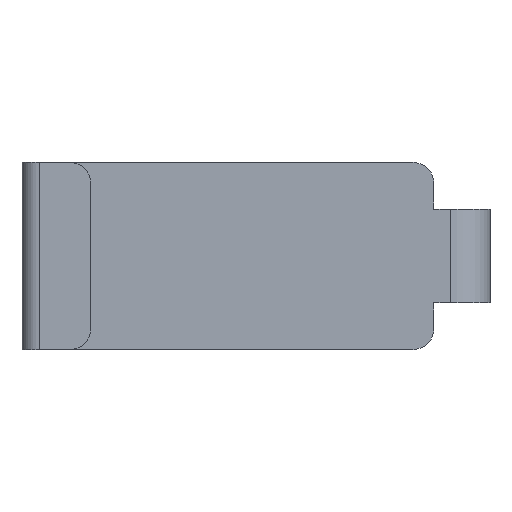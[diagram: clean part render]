
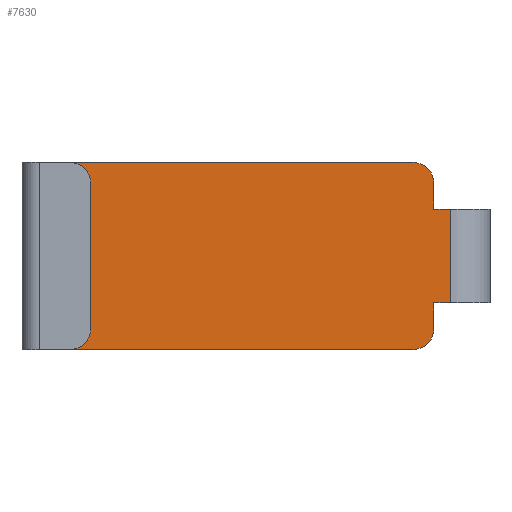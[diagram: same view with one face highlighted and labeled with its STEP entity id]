
A CAD part, left-side view. The second image highlights one B-rep face of the part: STEP entity #7630.
In plain terms, the highlighted planar face has unit normal (-1, 0, 0).
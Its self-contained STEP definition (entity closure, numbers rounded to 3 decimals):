
#540=CARTESIAN_POINT('',(79.,16.5,-13.5));
#550=VERTEX_POINT('',#540);
#580=CARTESIAN_POINT('',(79.,0.,-13.5));
#590=DIRECTION('',(0.,1.,0.));
#600=VECTOR('',#590,1.);
#610=LINE('',#580,#600);
#620=CARTESIAN_POINT('',(79.,96.3,-13.5));
#630=VERTEX_POINT('',#620);
#640=EDGE_CURVE('',#550,#630,#610,.T.);
#1790=CARTESIAN_POINT('',(79.,96.3,-53.5));
#1800=VERTEX_POINT('',#1790);
#1830=CARTESIAN_POINT('',(79.,0.,-53.5));
#1840=DIRECTION('',(0.,1.,0.));
#1850=VECTOR('',#1840,1.);
#1860=LINE('',#1830,#1850);
#1870=CARTESIAN_POINT('',(79.,16.5,-53.5));
#1880=VERTEX_POINT('',#1870);
#1890=EDGE_CURVE('',#1880,#1800,#1860,.T.);
#2860=CARTESIAN_POINT('',(79.,12.,-43.5));
#2870=VERTEX_POINT('',#2860);
#2900=CARTESIAN_POINT('',(79.,0.,-43.5));
#2910=DIRECTION('',(0.,1.,0.));
#2920=VECTOR('',#2910,1.);
#2930=LINE('',#2900,#2920);
#2940=CARTESIAN_POINT('',(79.,8.5,-43.5));
#2950=VERTEX_POINT('',#2940);
#2960=EDGE_CURVE('',#2950,#2870,#2930,.T.);
#3430=CARTESIAN_POINT('',(79.,12.,-23.5));
#3440=VERTEX_POINT('',#3430);
#3470=CARTESIAN_POINT('',(79.,12.,0.));
#3480=DIRECTION('',(0.,0.,-1.));
#3490=VECTOR('',#3480,1.);
#3500=LINE('',#3470,#3490);
#3510=CARTESIAN_POINT('',(79.,12.,-18.));
#3520=VERTEX_POINT('',#3510);
#3530=EDGE_CURVE('',#3520,#3440,#3500,.T.);
#3690=CARTESIAN_POINT('',(79.,16.5,-49.));
#3700=DIRECTION('',(1.,0.,0.));
#3710=DIRECTION('',(0.,-1.,0.));
#3720=AXIS2_PLACEMENT_3D('',#3690,#3700,#3710);
#3730=CIRCLE('',#3720,4.5);
#3740=CARTESIAN_POINT('',(79.,12.,-49.));
#3750=VERTEX_POINT('',#3740);
#3760=EDGE_CURVE('',#3750,#1880,#3730,.T.);
#4020=CARTESIAN_POINT('',(79.,16.5,-18.));
#4030=DIRECTION('',(1.,0.,0.));
#4040=DIRECTION('',(0.,-1.,0.));
#4050=AXIS2_PLACEMENT_3D('',#4020,#4030,#4040);
#4060=CIRCLE('',#4050,4.5);
#4070=EDGE_CURVE('',#550,#3520,#4060,.T.);
#7130=CARTESIAN_POINT('',(79.,8.5,0.));
#7140=DIRECTION('',(0.,0.,-1.));
#7150=VECTOR('',#7140,1.);
#7160=LINE('',#7130,#7150);
#7170=CARTESIAN_POINT('',(79.,8.5,-23.5));
#7180=VERTEX_POINT('',#7170);
#7190=EDGE_CURVE('',#7180,#2950,#7160,.T.);
#7310=CARTESIAN_POINT('',(79.,98.5,0.));
#7320=DIRECTION('',(-1.,0.,0.));
#7330=DIRECTION('',(0.,1.,0.));
#7340=AXIS2_PLACEMENT_3D('',#7310,#7320,#7330);
#7350=PLANE('',#7340);
#7360=ORIENTED_EDGE('',*,*,#640,.T.);
#7370=ORIENTED_EDGE('',*,*,#4070,.F.);
#7380=ORIENTED_EDGE('',*,*,#3530,.F.);
#7390=CARTESIAN_POINT('',(79.,0.,-23.5));
#7400=DIRECTION('',(0.,-1.,0.));
#7410=VECTOR('',#7400,1.);
#7420=LINE('',#7390,#7410);
#7430=EDGE_CURVE('',#3440,#7180,#7420,.T.);
#7440=ORIENTED_EDGE('',*,*,#7430,.F.);
#7450=ORIENTED_EDGE('',*,*,#7190,.F.);
#7460=ORIENTED_EDGE('',*,*,#2960,.F.);
#7470=CARTESIAN_POINT('',(79.,12.,0.));
#7480=DIRECTION('',(0.,0.,-1.));
#7490=VECTOR('',#7480,1.);
#7500=LINE('',#7470,#7490);
#7510=EDGE_CURVE('',#2870,#3750,#7500,.T.);
#7520=ORIENTED_EDGE('',*,*,#7510,.F.);
#7530=ORIENTED_EDGE('',*,*,#3760,.F.);
#7540=ORIENTED_EDGE('',*,*,#1890,.F.);
#7550=CARTESIAN_POINT('',(79.,96.3,0.));
#7560=DIRECTION('',(0.,0.,1.));
#7570=VECTOR('',#7560,1.);
#7580=LINE('',#7550,#7570);
#7590=EDGE_CURVE('',#1800,#630,#7580,.T.);
#7600=ORIENTED_EDGE('',*,*,#7590,.F.);
#7610=EDGE_LOOP('',(#7600,#7540,#7530,#7520,#7460,#7450,#7440,#7380,
#7370,#7360));
#7620=FACE_OUTER_BOUND('',#7610,.T.);
#7630=ADVANCED_FACE('',(#7620),#7350,.T.);
